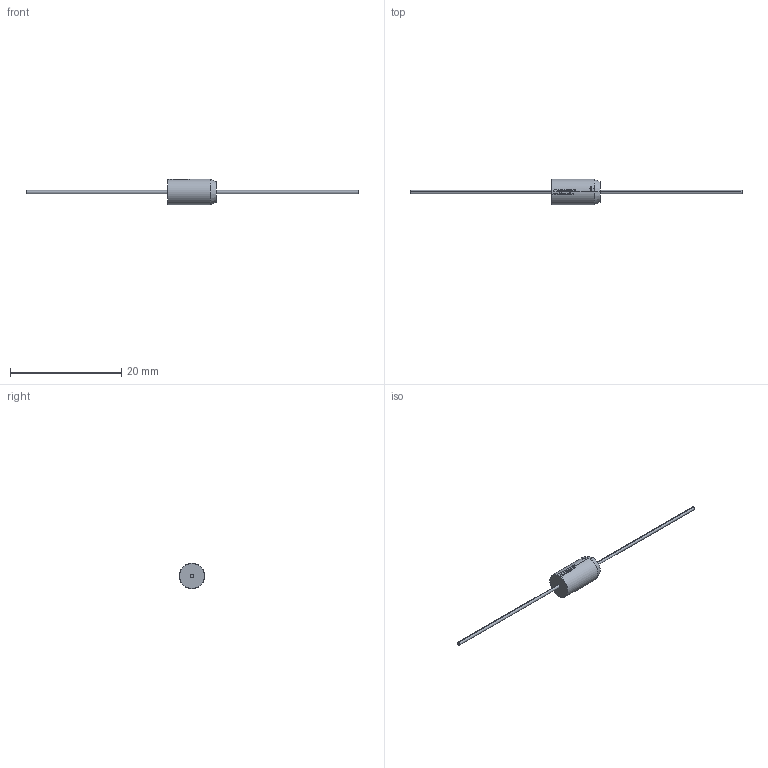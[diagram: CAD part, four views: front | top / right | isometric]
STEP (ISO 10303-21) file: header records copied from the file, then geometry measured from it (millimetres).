
FILE_DESCRIPTION (( 'STEP AP214' ), '1' );
FILE_NAME ('CTAM_D4.57L8.76LL25.4F0.56.STEP', '2021-09-20T14:23:34', ( '' ), ( '' ), 'SwSTEP 2.0', 'SolidWorks 2020', '' );
FILE_SCHEMA (( 'AUTOMOTIVE_DESIGN' ));
Length unit declared in the file: millimetre
Products named in the file (1): CTAM_D4.57L8.76LL25.4F0.56
Bounding box: 59.56 x 4.57 x 4.57 mm (x, y, z)
Volume: 152.5 mm3; surface area: 241.1 mm2
Topology: 1 solids, 1 shells, 102 faces, 283 edges, 186 vertices
Faces by surface type: plane 38, bspline 31, cylinder 25, torus 6, cone 2
Entity records: 4588 total; most frequent: CARTESIAN_POINT 1174, ORIENTED_EDGE 566, DIRECTION 316, EDGE_CURVE 283, VERTEX_POINT 186, B_SPLINE_CURVE_WITH_KNOTS 149, AXIS2_PLACEMENT_3D 110, UNCERTAINTY_MEASURE_WITH_UNIT 105
